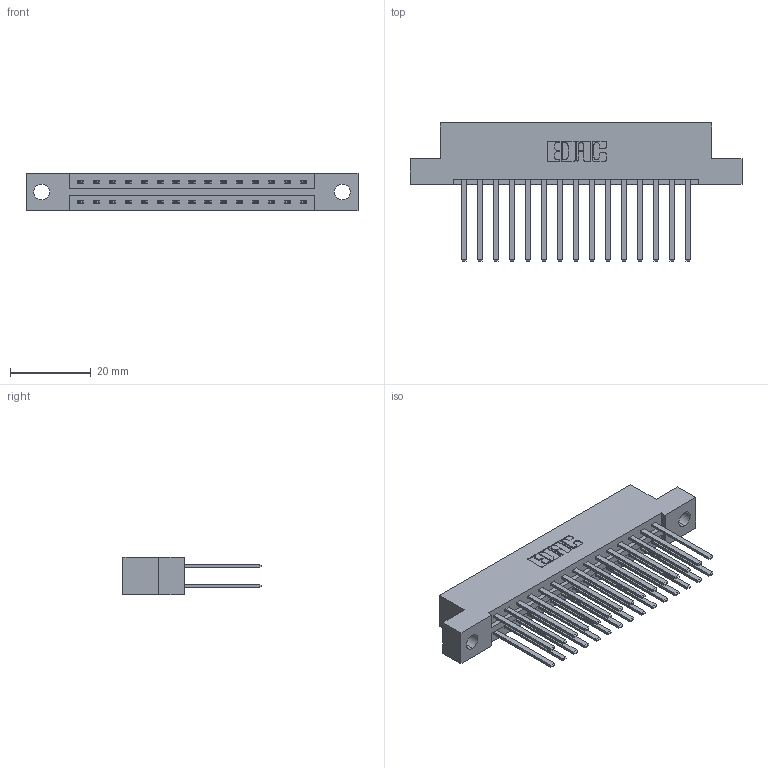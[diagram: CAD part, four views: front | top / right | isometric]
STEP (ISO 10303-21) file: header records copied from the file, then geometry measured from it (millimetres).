
FILE_DESCRIPTION (( 'STEP AP203' ), '1' );
FILE_NAME ('387-030-544-204.STEP', '2018-09-18T02:50:30', ( '' ), ( '' ), 'SwSTEP 2.0', 'SolidWorks 2016', '' );
FILE_SCHEMA (( 'CONFIG_CONTROL_DESIGN' ));
Length unit declared in the file: inch
Products named in the file (3): 387-030-544-204; 337 Part_Flush Mounting Lugs - 0.156 Dia-TH; 345-292-001_345-293-144
Assembly tree (31 placements, depth 2):
  387-030-544-204
    337 Part_Flush Mounting Lugs - 0.156 Dia-TH
    345-292-001_345-293-144  x30
Bounding box: 82.45 x 34.3 x 9.4 mm (x, y, z)
Volume: 8662.4 mm3; surface area: 10701.7 mm2
Topology: 31 solids, 31 shells, 1554 faces, 4601 edges, 3026 vertices
Faces by surface type: plane 1090, cylinder 464
Entity records: 14941 total; most frequent: CARTESIAN_POINT 2538, ORIENTED_EDGE 2474, DIRECTION 2205, EDGE_CURVE 1237, VECTOR 1113, LINE 1113, VERTEX_POINT 822, AXIS2_PLACEMENT_3D 546
